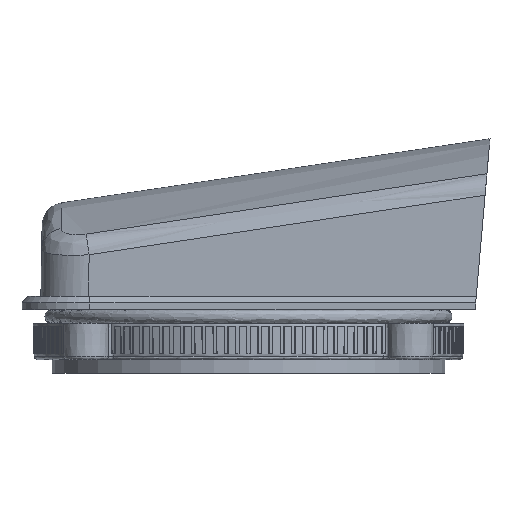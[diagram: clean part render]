
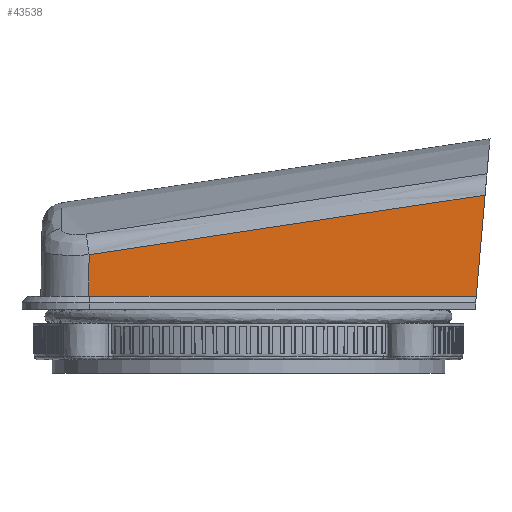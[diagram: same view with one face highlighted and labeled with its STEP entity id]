
A CAD part, left-side view. The second image highlights one B-rep face of the part: STEP entity #43538.
In plain terms, the highlighted planar face has unit normal (-1, 0, 0.018).
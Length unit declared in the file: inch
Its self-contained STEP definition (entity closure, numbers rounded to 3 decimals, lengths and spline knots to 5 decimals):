
#234 = CARTESIAN_POINT ( 'NONE',  ( -4.74259, -1.97884, 1.09747 ) ) ;
#2151 = VECTOR ( 'NONE', #45951, 39.37008 ) ;
#2290 = B_SPLINE_CURVE_WITH_KNOTS ( 'NONE', 3,
 ( #34545, #18055, #36035, #29291 ),
 .UNSPECIFIED., .F., .F.,
 ( 4, 4 ),
 ( 0., 1. ),
 .UNSPECIFIED. ) ;
#2794 = EDGE_CURVE ( 'NONE', #17370, #54765, #15574, .T. ) ;
#7545 = PLANE ( 'NONE',  #65147 ) ;
#10646 = VERTEX_POINT ( 'NONE', #10999 ) ;
#10999 = CARTESIAN_POINT ( 'NONE',  ( -4.74259, -1.97884, 1.09747 ) ) ;
#14526 = ORIENTED_EDGE ( 'NONE', *, *, #27947, .T. ) ;
#15574 = LINE ( 'NONE', #51139, #39516 ) ;
#17370 = VERTEX_POINT ( 'NONE', #39760 ) ;
#18055 = CARTESIAN_POINT ( 'NONE',  ( -4.73328, 0.23805, 1.6306 ) ) ;
#21932 = DIRECTION ( 'NONE',  ( 0., -1., 0. ) ) ;
#25477 = ORIENTED_EDGE ( 'NONE', *, *, #71411, .T. ) ;
#27947 = EDGE_CURVE ( 'NONE', #54765, #10646, #61636, .T. ) ;
#29291 = CARTESIAN_POINT ( 'NONE',  ( -4.72726, -2.05567, 1.97565 ) ) ;
#32212 = DIRECTION ( 'NONE',  ( 0.017, 0., 1. ) ) ;
#32647 = EDGE_CURVE ( 'NONE', #17370, #60774, #2290, .T. ) ;
#34539 = VECTOR ( 'NONE', #21932, 39.37008 ) ;
#34545 = CARTESIAN_POINT ( 'NONE',  ( -4.7363, 1.38491, 1.45804 ) ) ;
#36035 = CARTESIAN_POINT ( 'NONE',  ( -4.73027, -0.90882, 1.80306 ) ) ;
#37823 = ORIENTED_EDGE ( 'NONE', *, *, #2794, .T. ) ;
#39516 = VECTOR ( 'NONE', #44770, 39.37008 ) ;
#39760 = CARTESIAN_POINT ( 'NONE',  ( -4.7363, 1.38491, 1.45804 ) ) ;
#40519 = EDGE_LOOP ( 'NONE', ( #50548, #37823, #14526, #25477 ) ) ;
#41259 = FACE_OUTER_BOUND ( 'NONE', #40519, .T. ) ;
#41427 = LINE ( 'NONE', #234, #2151 ) ;
#43538 = ADVANCED_FACE ( 'NONE', ( #41259 ), #7545, .T. ) ;
#44466 = CARTESIAN_POINT ( 'NONE',  ( -4.74259, 1.3912, 1.09747 ) ) ;
#44770 = DIRECTION ( 'NONE',  ( -0.017, 0.017, -1. ) ) ;
#45951 = DIRECTION ( 'NONE',  ( 0.017, -0.087, 0.996 ) ) ;
#50548 = ORIENTED_EDGE ( 'NONE', *, *, #32647, .F. ) ;
#51139 = CARTESIAN_POINT ( 'NONE',  ( -4.7363, 1.38491, 1.45804 ) ) ;
#54327 = CARTESIAN_POINT ( 'NONE',  ( -4.72063, -0.28937, 2.35537 ) ) ;
#54765 = VERTEX_POINT ( 'NONE', #44466 ) ;
#59938 = DIRECTION ( 'NONE',  ( -1., 0., 0.017 ) ) ;
#60774 = VERTEX_POINT ( 'NONE', #73094 ) ;
#61636 = LINE ( 'NONE', #61998, #34539 ) ;
#61998 = CARTESIAN_POINT ( 'NONE',  ( -4.74259, 0., 1.09747 ) ) ;
#65147 = AXIS2_PLACEMENT_3D ( 'NONE', #54327, #59938, #32212 ) ;
#71411 = EDGE_CURVE ( 'NONE', #10646, #60774, #41427, .T. ) ;
#73094 = CARTESIAN_POINT ( 'NONE',  ( -4.72726, -2.05567, 1.97565 ) ) ;
